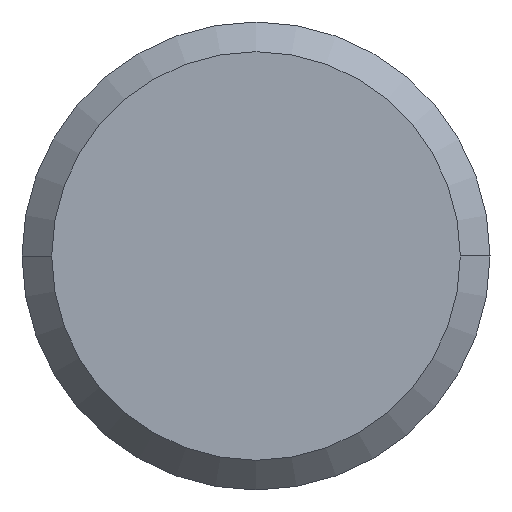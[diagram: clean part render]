
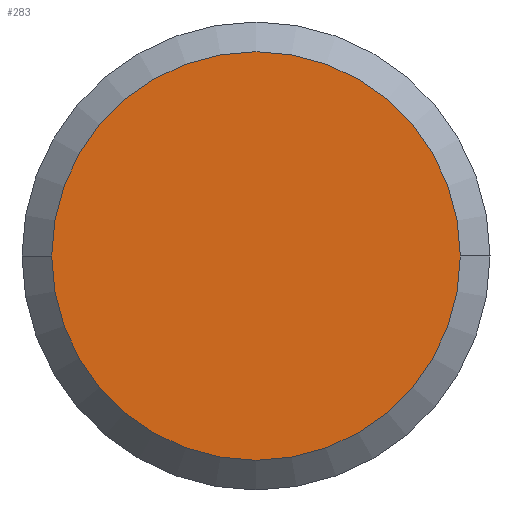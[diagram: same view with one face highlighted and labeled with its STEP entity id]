
A CAD part, left-side view. The second image highlights one B-rep face of the part: STEP entity #283.
In plain terms, the highlighted planar face has unit normal (-1, 0, 0).
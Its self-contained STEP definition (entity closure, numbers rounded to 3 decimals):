
#17 = CIRCLE ( 'NONE', #66, 5.238 ) ;
#23 = EDGE_LOOP ( 'NONE', ( #102, #311 ) ) ;
#25 = DIRECTION ( 'NONE',  ( 1., 0., 0. ) ) ;
#33 = CARTESIAN_POINT ( 'NONE',  ( 0., 5.238, 0. ) ) ;
#53 = CIRCLE ( 'NONE', #135, 5.238 ) ;
#66 = AXIS2_PLACEMENT_3D ( 'NONE', #412, #25, #413 ) ;
#78 = EDGE_CURVE ( 'NONE', #221, #144, #17, .T. ) ;
#102 = ORIENTED_EDGE ( 'NONE', *, *, #78, .F. ) ;
#108 = DIRECTION ( 'NONE',  ( 0., -1., 0. ) ) ;
#134 = FACE_OUTER_BOUND ( 'NONE', #23, .T. ) ;
#135 = AXIS2_PLACEMENT_3D ( 'NONE', #205, #169, #233 ) ;
#144 = VERTEX_POINT ( 'NONE', #192 ) ;
#169 = DIRECTION ( 'NONE',  ( 1., 0., 0. ) ) ;
#180 = CARTESIAN_POINT ( 'NONE',  ( 0., 0., 0. ) ) ;
#183 = AXIS2_PLACEMENT_3D ( 'NONE', #180, #299, #108 ) ;
#192 = CARTESIAN_POINT ( 'NONE',  ( 0., -5.238, 0. ) ) ;
#205 = CARTESIAN_POINT ( 'NONE',  ( 0., 0., 0. ) ) ;
#221 = VERTEX_POINT ( 'NONE', #33 ) ;
#233 = DIRECTION ( 'NONE',  ( 0., 1., 0. ) ) ;
#267 = EDGE_CURVE ( 'NONE', #144, #221, #53, .T. ) ;
#269 = PLANE ( 'NONE',  #183 ) ;
#283 = ADVANCED_FACE ( 'NONE', ( #134 ), #269, .T. ) ;
#299 = DIRECTION ( 'NONE',  ( -1., 0., 0. ) ) ;
#311 = ORIENTED_EDGE ( 'NONE', *, *, #267, .F. ) ;
#412 = CARTESIAN_POINT ( 'NONE',  ( 0., 0., 0. ) ) ;
#413 = DIRECTION ( 'NONE',  ( 0., 1., 0. ) ) ;
